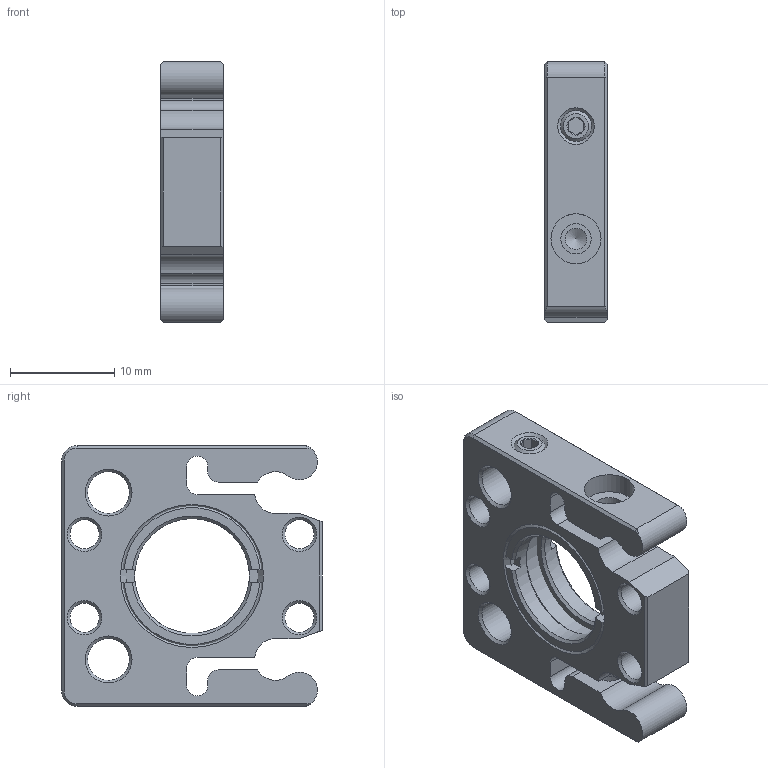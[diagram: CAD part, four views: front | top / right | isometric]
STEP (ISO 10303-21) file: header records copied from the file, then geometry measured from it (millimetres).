
FILE_DESCRIPTION (( 'STEP AP203' ), '1' );
FILE_NAME ('530123.STEP', '2025-04-27T08:16:28', ( 'Windows User' ), ( 'P R C' ), 'SwSTEP 2.0', 'SolidWorks 2020', '' );
FILE_SCHEMA (( 'CONFIG_CONTROL_DESIGN' ));
Length unit declared in the file: millimetre
Products named in the file (1): 530123
Bounding box: 6 x 25 x 25 mm (x, y, z)
Volume: 2266.1 mm3; surface area: 2812.9 mm2
Topology: 4 solids, 4 shells, 137 faces, 347 edges, 219 vertices
Faces by surface type: plane 55, cone 48, cylinder 34
Full cylindrical faces by diameter (mm): 2.05 x2, 2.5 x2, 2.8 x4, 2.9 x2, 3 x1, 4 x2, 4.8 x2, 11 x2, 12.7 x1, 13.59 x2
Entity records: 3975 total; most frequent: CARTESIAN_POINT 816, DIRECTION 654, ORIENTED_EDGE 568, EDGE_CURVE 284, AXIS2_PLACEMENT_3D 262, EDGE_LOOP 208, VERTEX_POINT 200, FACE_OUTER_BOUND 157
